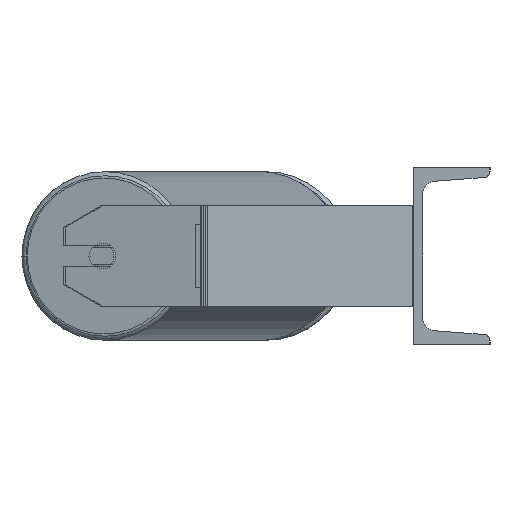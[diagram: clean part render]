
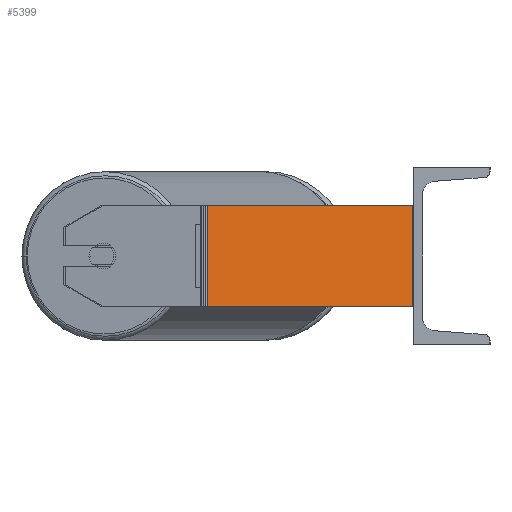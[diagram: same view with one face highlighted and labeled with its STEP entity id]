
A CAD part, left-side view. The second image highlights one B-rep face of the part: STEP entity #5399.
In plain terms, the highlighted planar face has unit normal (-0.985, -0.174, 0).
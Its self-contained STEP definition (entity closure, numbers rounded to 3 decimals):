
#1005 = LINE ( 'NONE', #8734, #8043 ) ;
#1460 = ORIENTED_EDGE ( 'NONE', *, *, #7938, .F. ) ;
#1495 = EDGE_CURVE ( 'NONE', #4997, #5648, #6493, .T. ) ;
#1496 = CARTESIAN_POINT ( 'NONE',  ( -1085., 0., 40. ) ) ;
#1695 = VECTOR ( 'NONE', #5642, 1000. ) ;
#1821 = CARTESIAN_POINT ( 'NONE',  ( -1113.752, 163.06, -40. ) ) ;
#2513 = VECTOR ( 'NONE', #7961, 1000. ) ;
#2549 = LINE ( 'NONE', #8056, #4777 ) ;
#3507 = LINE ( 'NONE', #8319, #1695 ) ;
#3579 = ORIENTED_EDGE ( 'NONE', *, *, #5788, .T. ) ;
#4015 = CARTESIAN_POINT ( 'NONE',  ( -1113.752, 163.06, 40. ) ) ;
#4035 = DIRECTION ( 'NONE',  ( -0.174, 0.985, 0. ) ) ;
#4120 = CARTESIAN_POINT ( 'NONE',  ( -1114.242, 165.839, 40. ) ) ;
#4312 = VERTEX_POINT ( 'NONE', #4676 ) ;
#4676 = CARTESIAN_POINT ( 'NONE',  ( -1085., 0., -40. ) ) ;
#4777 = VECTOR ( 'NONE', #5379, 1000. ) ;
#4997 = VERTEX_POINT ( 'NONE', #4015 ) ;
#5249 = CARTESIAN_POINT ( 'NONE',  ( -1114.242, 165.839, 40. ) ) ;
#5263 = EDGE_LOOP ( 'NONE', ( #3579, #1460, #5923, #9146 ) ) ;
#5379 = DIRECTION ( 'NONE',  ( 0., 0., -1. ) ) ;
#5399 = ADVANCED_FACE ( 'NONE', ( #5401 ), #5437, .F. ) ;
#5401 = FACE_OUTER_BOUND ( 'NONE', #5263, .T. ) ;
#5437 = PLANE ( 'NONE',  #6414 ) ;
#5642 = DIRECTION ( 'NONE',  ( 0.174, -0.985, 0. ) ) ;
#5648 = VERTEX_POINT ( 'NONE', #1496 ) ;
#5788 = EDGE_CURVE ( 'NONE', #7950, #4312, #3507, .T. ) ;
#5923 = ORIENTED_EDGE ( 'NONE', *, *, #1495, .F. ) ;
#6192 = EDGE_CURVE ( 'NONE', #4997, #7950, #1005, .T. ) ;
#6414 = AXIS2_PLACEMENT_3D ( 'NONE', #4120, #7593, #4035 ) ;
#6493 = LINE ( 'NONE', #5249, #2513 ) ;
#6575 = DIRECTION ( 'NONE',  ( 0., 0., -1. ) ) ;
#7593 = DIRECTION ( 'NONE',  ( 0.985, 0.174, 0. ) ) ;
#7938 = EDGE_CURVE ( 'NONE', #5648, #4312, #2549, .T. ) ;
#7950 = VERTEX_POINT ( 'NONE', #1821 ) ;
#7961 = DIRECTION ( 'NONE',  ( 0.174, -0.985, 0. ) ) ;
#8043 = VECTOR ( 'NONE', #6575, 1000. ) ;
#8056 = CARTESIAN_POINT ( 'NONE',  ( -1085., 0., 40. ) ) ;
#8319 = CARTESIAN_POINT ( 'NONE',  ( -1114.242, 165.839, -40. ) ) ;
#8734 = CARTESIAN_POINT ( 'NONE',  ( -1113.752, 163.06, 40. ) ) ;
#9146 = ORIENTED_EDGE ( 'NONE', *, *, #6192, .T. ) ;
